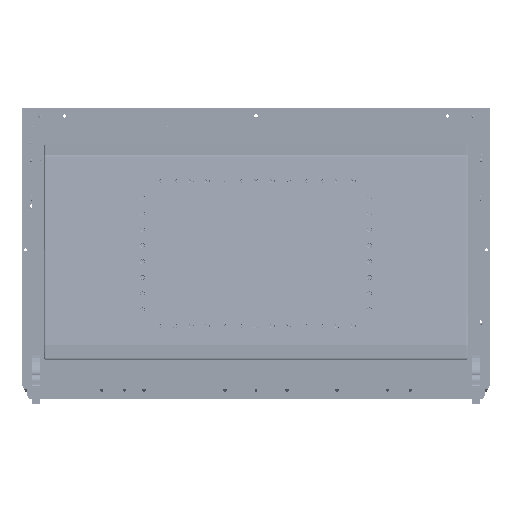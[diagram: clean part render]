
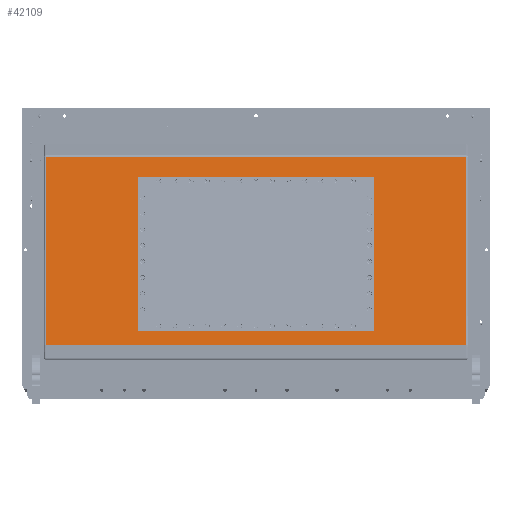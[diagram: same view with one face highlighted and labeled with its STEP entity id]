
A CAD part, front view. The second image highlights one B-rep face of the part: STEP entity #42109.
In plain terms, the highlighted planar face has unit normal (0, -0.993, 0.122).
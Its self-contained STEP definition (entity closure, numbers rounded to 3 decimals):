
#2632 = DIRECTION ( 'NONE',  ( 0., 0.993, -0.122 ) ) ;
#5277 = CARTESIAN_POINT ( 'NONE',  ( -153.25, 2.281, -102.542 ) ) ;
#5910 = LINE ( 'NONE', #39745, #119193 ) ;
#8520 = DIRECTION ( 'NONE',  ( 0., 0.122, 0.993 ) ) ;
#8589 = DIRECTION ( 'NONE',  ( 0., 0.122, 0.993 ) ) ;
#10267 = LINE ( 'NONE', #74201, #125259 ) ;
#10949 = LINE ( 'NONE', #75124, #86491 ) ;
#11307 = CARTESIAN_POINT ( 'NONE',  ( -272.5, 0., -121.119 ) ) ;
#12165 = EDGE_CURVE ( 'NONE', #81786, #49764, #34715, .T. ) ;
#20187 = VERTEX_POINT ( 'NONE', #76557 ) ;
#23818 = EDGE_CURVE ( 'NONE', #109600, #81786, #46630, .T. ) ;
#27033 = LINE ( 'NONE', #124853, #93878 ) ;
#27158 = ORIENTED_EDGE ( 'NONE', *, *, #138695, .F. ) ;
#28764 = ORIENTED_EDGE ( 'NONE', *, *, #122161, .F. ) ;
#34715 = LINE ( 'NONE', #72784, #89591 ) ;
#34862 = CARTESIAN_POINT ( 'NONE',  ( 274.5, 32., 139.5 ) ) ;
#39745 = CARTESIAN_POINT ( 'NONE',  ( -153.25, 2.281, -102.542 ) ) ;
#40632 = ORIENTED_EDGE ( 'NONE', *, *, #112451, .F. ) ;
#42109 = ADVANCED_FACE ( 'NONE', ( #117132, #65653 ), #134155, .F. ) ;
#42664 = AXIS2_PLACEMENT_3D ( 'NONE', #34862, #2632, #79396 ) ;
#46630 = LINE ( 'NONE', #64638, #53499 ) ;
#48025 = DIRECTION ( 'NONE',  ( 1., 0., 0. ) ) ;
#49764 = VERTEX_POINT ( 'NONE', #129393 ) ;
#53499 = VECTOR ( 'NONE', #8520, 1000. ) ;
#53945 = ORIENTED_EDGE ( 'NONE', *, *, #107210, .F. ) ;
#62357 = EDGE_CURVE ( 'NONE', #49764, #63159, #90281, .T. ) ;
#63159 = VERTEX_POINT ( 'NONE', #11307 ) ;
#64638 = CARTESIAN_POINT ( 'NONE',  ( 272.5, 32., 139.5 ) ) ;
#65653 = FACE_OUTER_BOUND ( 'NONE', #96881, .T. ) ;
#66209 = CARTESIAN_POINT ( 'NONE',  ( 153.25, 2.281, -102.542 ) ) ;
#70892 = DIRECTION ( 'NONE',  ( -1., 0., 0. ) ) ;
#72784 = CARTESIAN_POINT ( 'NONE',  ( 274.5, 30.001, 123.221 ) ) ;
#73083 = VERTEX_POINT ( 'NONE', #125305 ) ;
#74201 = CARTESIAN_POINT ( 'NONE',  ( 153.25, 2.281, -102.542 ) ) ;
#74685 = ORIENTED_EDGE ( 'NONE', *, *, #12165, .T. ) ;
#75124 = CARTESIAN_POINT ( 'NONE',  ( 274.5, 0., -121.119 ) ) ;
#76557 = CARTESIAN_POINT ( 'NONE',  ( 153.25, 2.281, -102.542 ) ) ;
#77046 = DIRECTION ( 'NONE',  ( -1., 0., 0. ) ) ;
#79396 = DIRECTION ( 'NONE',  ( 0., 0.122, 0.993 ) ) ;
#81141 = DIRECTION ( 'NONE',  ( -1., 0., 0. ) ) ;
#81786 = VERTEX_POINT ( 'NONE', #130272 ) ;
#85180 = VECTOR ( 'NONE', #95468, 1000. ) ;
#86491 = VECTOR ( 'NONE', #77046, 1000. ) ;
#87161 = VERTEX_POINT ( 'NONE', #5277 ) ;
#89591 = VECTOR ( 'NONE', #70892, 1000. ) ;
#90281 = LINE ( 'NONE', #139162, #85180 ) ;
#93878 = VECTOR ( 'NONE', #81141, 1000. ) ;
#95468 = DIRECTION ( 'NONE',  ( 0., -0.122, -0.993 ) ) ;
#95485 = ORIENTED_EDGE ( 'NONE', *, *, #23818, .T. ) ;
#96881 = EDGE_LOOP ( 'NONE', ( #28764, #95485, #74685, #135079 ) ) ;
#107210 = EDGE_CURVE ( 'NONE', #20187, #117965, #10267, .T. ) ;
#109600 = VERTEX_POINT ( 'NONE', #142328 ) ;
#111667 = VECTOR ( 'NONE', #48025, 1000. ) ;
#112451 = EDGE_CURVE ( 'NONE', #73083, #87161, #5910, .T. ) ;
#116009 = DIRECTION ( 'NONE',  ( 0., -0.122, -0.993 ) ) ;
#117132 = FACE_BOUND ( 'NONE', #136765, .T. ) ;
#117965 = VERTEX_POINT ( 'NONE', #137187 ) ;
#119193 = VECTOR ( 'NONE', #116009, 1000. ) ;
#120057 = ORIENTED_EDGE ( 'NONE', *, *, #125186, .F. ) ;
#122161 = EDGE_CURVE ( 'NONE', #109600, #63159, #10949, .T. ) ;
#124853 = CARTESIAN_POINT ( 'NONE',  ( 153.25, 26.838, 97.456 ) ) ;
#125186 = EDGE_CURVE ( 'NONE', #117965, #73083, #27033, .T. ) ;
#125259 = VECTOR ( 'NONE', #8589, 1000. ) ;
#125305 = CARTESIAN_POINT ( 'NONE',  ( -153.25, 26.838, 97.456 ) ) ;
#129393 = CARTESIAN_POINT ( 'NONE',  ( -272.5, 30.001, 123.221 ) ) ;
#130272 = CARTESIAN_POINT ( 'NONE',  ( 272.5, 30.001, 123.221 ) ) ;
#134155 = PLANE ( 'NONE',  #42664 ) ;
#135079 = ORIENTED_EDGE ( 'NONE', *, *, #62357, .T. ) ;
#136765 = EDGE_LOOP ( 'NONE', ( #120057, #53945, #27158, #40632 ) ) ;
#137187 = CARTESIAN_POINT ( 'NONE',  ( 153.25, 26.838, 97.456 ) ) ;
#137478 = LINE ( 'NONE', #66209, #111667 ) ;
#138695 = EDGE_CURVE ( 'NONE', #87161, #20187, #137478, .T. ) ;
#139162 = CARTESIAN_POINT ( 'NONE',  ( -272.5, 32., 139.5 ) ) ;
#142328 = CARTESIAN_POINT ( 'NONE',  ( 272.5, 0., -121.119 ) ) ;
